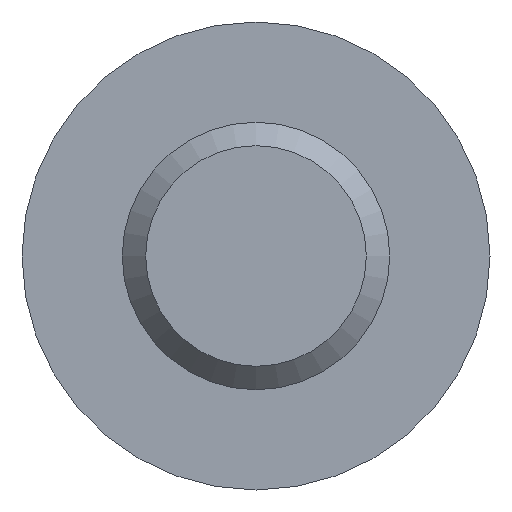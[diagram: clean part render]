
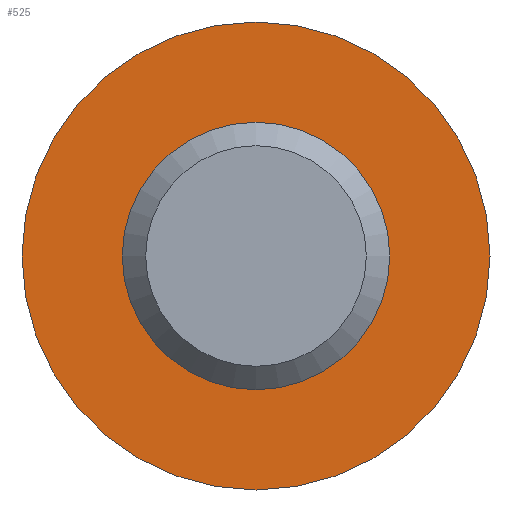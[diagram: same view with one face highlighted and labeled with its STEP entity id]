
A CAD part, front view. The second image highlights one B-rep face of the part: STEP entity #525.
In plain terms, the highlighted planar face has unit normal (0, -1, 0).
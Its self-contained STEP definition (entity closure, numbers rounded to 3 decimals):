
#9 = FACE_OUTER_BOUND ( 'NONE', #502, .T. ) ;
#37 = VERTEX_POINT ( 'NONE', #112 ) ;
#63 = DIRECTION ( 'NONE',  ( 0., 1., 0. ) ) ;
#81 = VERTEX_POINT ( 'NONE', #438 ) ;
#112 = CARTESIAN_POINT ( 'NONE',  ( 0., 14., -3.5 ) ) ;
#116 = EDGE_CURVE ( 'NONE', #81, #81, #367, .T. ) ;
#123 = AXIS2_PLACEMENT_3D ( 'NONE', #135, #467, #300 ) ;
#135 = CARTESIAN_POINT ( 'NONE',  ( 0., 14., 0. ) ) ;
#175 = PLANE ( 'NONE',  #472 ) ;
#185 = DIRECTION ( 'NONE',  ( 0., -1., 0. ) ) ;
#220 = EDGE_LOOP ( 'NONE', ( #506 ) ) ;
#222 = DIRECTION ( 'NONE',  ( 0., 0., 1. ) ) ;
#257 = FACE_BOUND ( 'NONE', #220, .T. ) ;
#259 = DIRECTION ( 'NONE',  ( 0., 0., -1. ) ) ;
#300 = DIRECTION ( 'NONE',  ( 0., 0., -1. ) ) ;
#311 = ORIENTED_EDGE ( 'NONE', *, *, #440, .T. ) ;
#367 = CIRCLE ( 'NONE', #462, 2. ) ;
#436 = CIRCLE ( 'NONE', #123, 3.5 ) ;
#438 = CARTESIAN_POINT ( 'NONE',  ( 0., 14., -2. ) ) ;
#440 = EDGE_CURVE ( 'NONE', #37, #37, #436, .T. ) ;
#462 = AXIS2_PLACEMENT_3D ( 'NONE', #463, #185, #259 ) ;
#463 = CARTESIAN_POINT ( 'NONE',  ( 0., 14., 0. ) ) ;
#467 = DIRECTION ( 'NONE',  ( 0., -1., 0. ) ) ;
#472 = AXIS2_PLACEMENT_3D ( 'NONE', #511, #63, #222 ) ;
#502 = EDGE_LOOP ( 'NONE', ( #311 ) ) ;
#506 = ORIENTED_EDGE ( 'NONE', *, *, #116, .F. ) ;
#511 = CARTESIAN_POINT ( 'NONE',  ( -2., 14., 0. ) ) ;
#525 = ADVANCED_FACE ( 'NONE', ( #257, #9 ), #175, .F. ) ;
